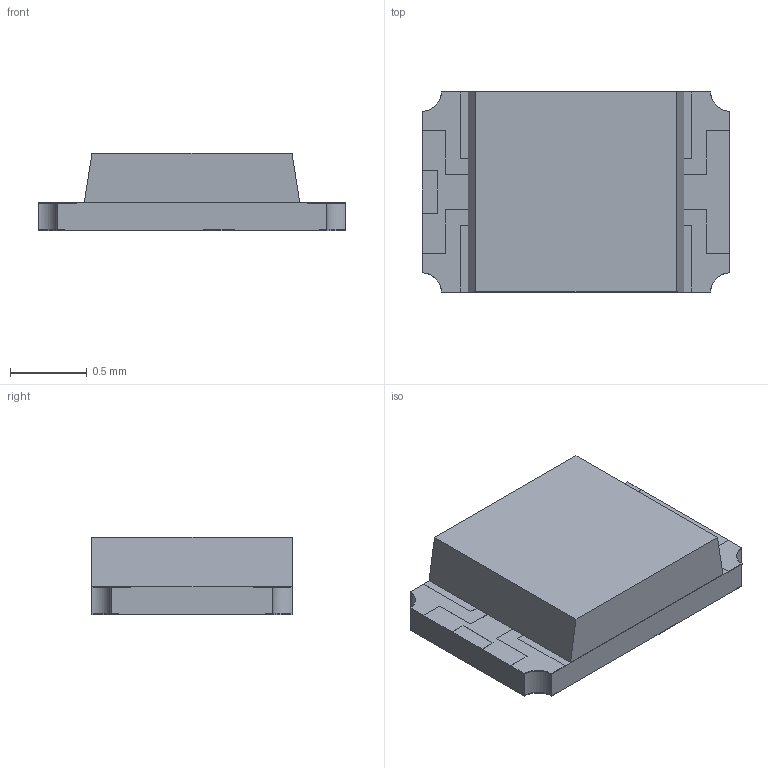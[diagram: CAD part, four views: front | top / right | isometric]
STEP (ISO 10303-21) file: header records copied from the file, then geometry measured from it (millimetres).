
FILE_DESCRIPTION(/* description */ ('Unknown'),/* implementation_level */ '2;1');
FILE_NAME(/* name */ '150080xx54050',/* time_stamp */ '2019-06-05T15:14:32+02:00',/* author */ ('Unknown'),/* organization */ ('Unknown'),/* preprocessor_version */ 'ST-DEVELOPER v16.7',/* originating_system */ 'DEX',/* authorisation */ $);
FILE_SCHEMA (('AUTOMOTIVE_DESIGN {1 0 10303 214 3 1 1}'));
Length unit declared in the file: millimetre
Products named in the file (4): 150080xx54050; Body; Pins; Dome
Assembly tree (3 placements, depth 2):
  150080xx54050
    Body
    Pins
    Dome
Bounding box: 2 x 1.3 x 0.5 mm (x, y, z)
Volume: 1 mm3; surface area: 16.5 mm2
Topology: 11 solids, 11 shells, 249 faces, 700 edges, 458 vertices
Faces by surface type: plane 215, cylinder 34
Entity records: 9106 total; most frequent: CARTESIAN_POINT 1435, ORIENTED_EDGE 1400, DIRECTION 1262, EDGE_CURVE 700, LINE 628, VECTOR 628, VERTEX_POINT 458, AXIS2_PLACEMENT_3D 317
